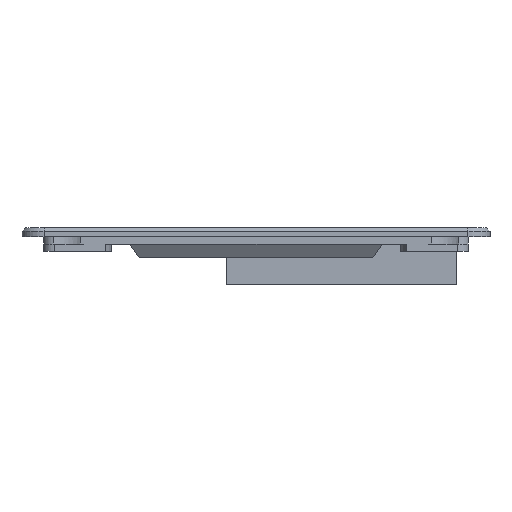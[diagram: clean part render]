
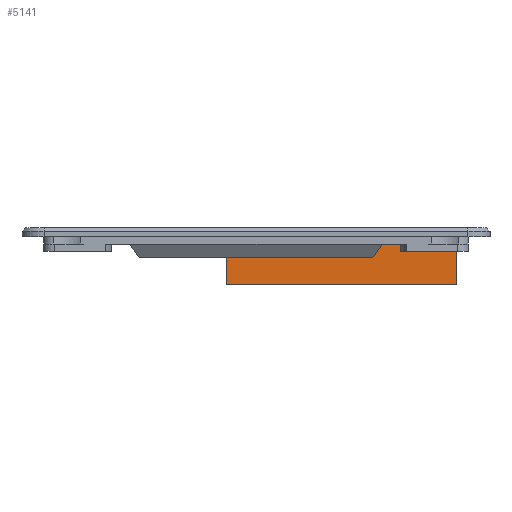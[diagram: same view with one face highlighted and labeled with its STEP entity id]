
A CAD part, left-side view. The second image highlights one B-rep face of the part: STEP entity #5141.
In plain terms, the highlighted planar face has unit normal (-1, 0, 0).
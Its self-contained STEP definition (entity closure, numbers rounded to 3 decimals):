
#4470 = VERTEX_POINT('',#4471);
#4471 = CARTESIAN_POINT('',(-3.,-21.,8.));
#4486 = VERTEX_POINT('',#4487);
#4487 = CARTESIAN_POINT('',(-3.,10.,8.));
#4493 = EDGE_CURVE('',#4486,#4470,#4494,.T.);
#4494 = LINE('',#4495,#4496);
#4495 = CARTESIAN_POINT('',(-3.,7.921,8.));
#4496 = VECTOR('',#4497,1.);
#4497 = DIRECTION('',(0.,-1.,0.));
#5081 = VERTEX_POINT('',#5082);
#5082 = CARTESIAN_POINT('',(-3.,-21.,2.585));
#5107 = EDGE_CURVE('',#4470,#5081,#5108,.T.);
#5108 = LINE('',#5109,#5110);
#5109 = CARTESIAN_POINT('',(-3.,-21.,9.));
#5110 = VECTOR('',#5111,1.);
#5111 = DIRECTION('',(-0.,0.,-1.));
#5141 = ADVANCED_FACE('',(#5142),#5160,.T.);
#5142 = FACE_BOUND('',#5143,.F.);
#5143 = EDGE_LOOP('',(#5144,#5152,#5153,#5154));
#5144 = ORIENTED_EDGE('',*,*,#5145,.F.);
#5145 = EDGE_CURVE('',#4486,#5146,#5148,.T.);
#5146 = VERTEX_POINT('',#5147);
#5147 = CARTESIAN_POINT('',(-3.,10.,2.585));
#5148 = LINE('',#5149,#5150);
#5149 = CARTESIAN_POINT('',(-3.,10.,9.));
#5150 = VECTOR('',#5151,1.);
#5151 = DIRECTION('',(-0.,0.,-1.));
#5152 = ORIENTED_EDGE('',*,*,#4493,.T.);
#5153 = ORIENTED_EDGE('',*,*,#5107,.T.);
#5154 = ORIENTED_EDGE('',*,*,#5155,.F.);
#5155 = EDGE_CURVE('',#5146,#5081,#5156,.T.);
#5156 = LINE('',#5157,#5158);
#5157 = CARTESIAN_POINT('',(-3.,10.,2.585));
#5158 = VECTOR('',#5159,1.);
#5159 = DIRECTION('',(-0.,-1.,0.));
#5160 = PLANE('',#5161);
#5161 = AXIS2_PLACEMENT_3D('',#5162,#5163,#5164);
#5162 = CARTESIAN_POINT('',(-3.,10.,9.));
#5163 = DIRECTION('',(-1.,-0.,-0.));
#5164 = DIRECTION('',(0.,0.,1.));
